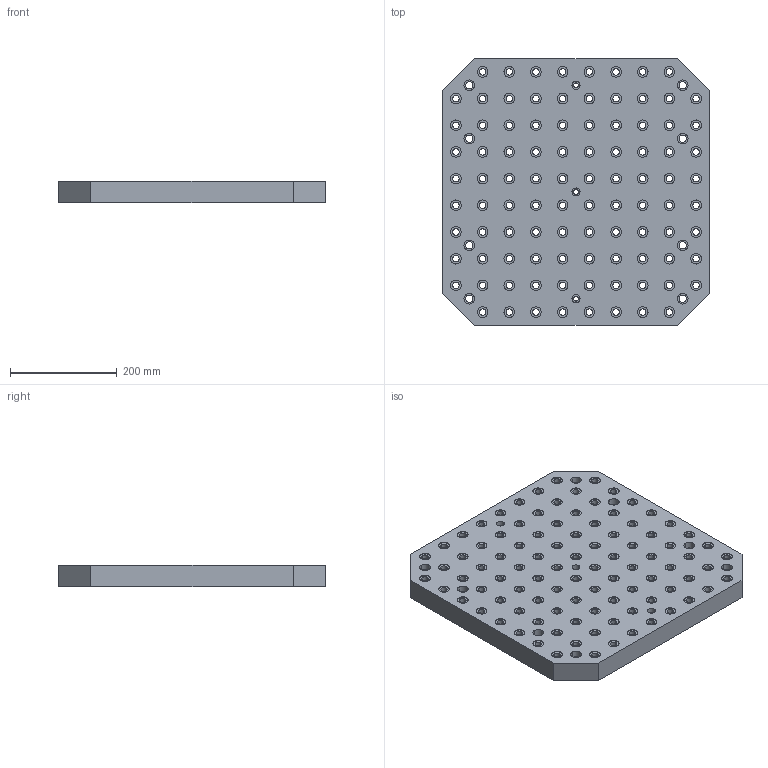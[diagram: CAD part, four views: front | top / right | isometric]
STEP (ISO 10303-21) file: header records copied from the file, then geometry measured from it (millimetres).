
FILE_DESCRIPTION(('STEP AP214'),'1');
FILE_NAME('HALDERV_EH_1500_400.stp','2017-08-29T05:55:45',('TraceParts'),('TraceParts S.A.'),'Spatial InterOp 3D',' ',' ');
FILE_SCHEMA(('automotive_design'));
Length unit declared in the file: millimetre
Products named in the file (1): HALDERV_EH_1500_400
Bounding box: 500 x 500 x 40 mm (x, y, z)
Volume: 9176817.8 mm3; surface area: 703392.4 mm2
Topology: 1 solids, 1 shells, 554 faces, 1326 edges, 884 vertices
Faces by surface type: cylinder 434, plane 120
Entity records: 21462 total; most frequent: DIRECTION 3304, CARTESIAN_POINT 2765, ORIENTED_EDGE 2652, AXIS2_PLACEMENT_3D 1423, EDGE_CURVE 1326, VERTEX_POINT 884, EDGE_LOOP 878, CIRCLE 868
